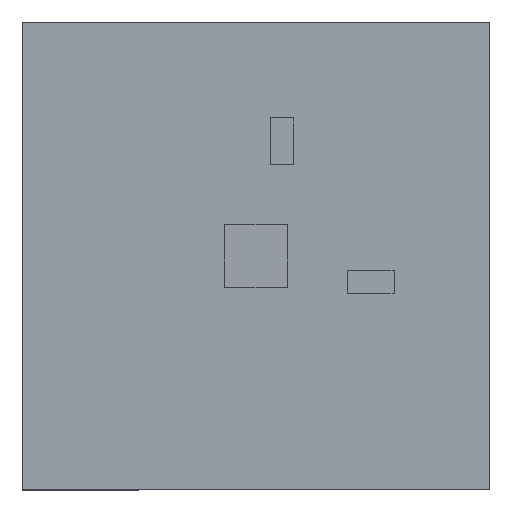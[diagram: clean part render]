
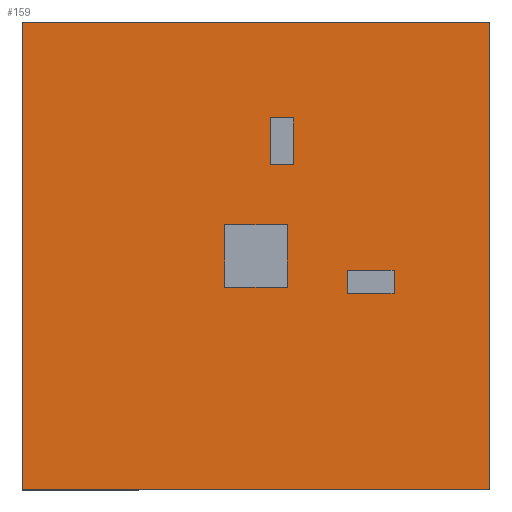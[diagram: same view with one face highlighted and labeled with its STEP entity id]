
A CAD part, top view. The second image highlights one B-rep face of the part: STEP entity #159.
In plain terms, the highlighted planar face has unit normal (0, 0, 1).
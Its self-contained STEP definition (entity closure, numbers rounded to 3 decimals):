
#10 = DIRECTION ( 'NONE',  ( 1., 0., 0. ) ) ;
#16 = LINE ( 'NONE', #371, #164 ) ;
#17 = ORIENTED_EDGE ( 'NONE', *, *, #91, .F. ) ;
#19 = LINE ( 'NONE', #380, #250 ) ;
#29 = ORIENTED_EDGE ( 'NONE', *, *, #442, .F. ) ;
#33 = VECTOR ( 'NONE', #80, 1000. ) ;
#35 = VERTEX_POINT ( 'NONE', #205 ) ;
#43 = CARTESIAN_POINT ( 'NONE',  ( 27.048, -75.904, 20. ) ) ;
#44 = ORIENTED_EDGE ( 'NONE', *, *, #191, .T. ) ;
#47 = VECTOR ( 'NONE', #515, 1000. ) ;
#49 = CARTESIAN_POINT ( 'NONE',  ( 67.048, -75.904, 20. ) ) ;
#50 = CARTESIAN_POINT ( 'NONE',  ( 56.048, -37.404, 20. ) ) ;
#56 = VECTOR ( 'NONE', #400, 1000. ) ;
#59 = EDGE_LOOP ( 'NONE', ( #292, #494, #630, #633 ) ) ;
#62 = VERTEX_POINT ( 'NONE', #248 ) ;
#73 = FACE_OUTER_BOUND ( 'NONE', #510, .T. ) ;
#74 = VERTEX_POINT ( 'NONE', #50 ) ;
#76 = LINE ( 'NONE', #434, #410 ) ;
#80 = DIRECTION ( 'NONE',  ( 0., -1., 0. ) ) ;
#81 = ORIENTED_EDGE ( 'NONE', *, *, #274, .T. ) ;
#82 = VECTOR ( 'NONE', #455, 1000. ) ;
#85 = EDGE_CURVE ( 'NONE', #526, #596, #104, .T. ) ;
#87 = VERTEX_POINT ( 'NONE', #501 ) ;
#88 = DIRECTION ( 'NONE',  ( 1., 0., 0. ) ) ;
#91 = EDGE_CURVE ( 'NONE', #379, #522, #98, .T. ) ;
#98 = LINE ( 'NONE', #359, #623 ) ;
#103 = CARTESIAN_POINT ( 'NONE',  ( 197.048, 54.096, 20. ) ) ;
#104 = LINE ( 'NONE', #407, #390 ) ;
#108 = ORIENTED_EDGE ( 'NONE', *, *, #321, .T. ) ;
#113 = LINE ( 'NONE', #314, #47 ) ;
#123 = EDGE_CURVE ( 'NONE', #87, #74, #244, .T. ) ;
#124 = CARTESIAN_POINT ( 'NONE',  ( 27.048, -75.904, 20. ) ) ;
#125 = VERTEX_POINT ( 'NONE', #603 ) ;
#128 = ORIENTED_EDGE ( 'NONE', *, *, #123, .F. ) ;
#132 = EDGE_CURVE ( 'NONE', #35, #379, #503, .T. ) ;
#159 = ADVANCED_FACE ( 'NONE', ( #529, #208, #211, #73 ), #421, .T. ) ;
#164 = VECTOR ( 'NONE', #10, 1000. ) ;
#170 = VERTEX_POINT ( 'NONE', #579 ) ;
#173 = CARTESIAN_POINT ( 'NONE',  ( 197.048, -245.904, 20. ) ) ;
#178 = LINE ( 'NONE', #394, #324 ) ;
#183 = DIRECTION ( 'NONE',  ( -1., 0., 0. ) ) ;
#187 = LINE ( 'NONE', #173, #286 ) ;
#191 = EDGE_CURVE ( 'NONE', #170, #625, #328, .T. ) ;
#193 = CARTESIAN_POINT ( 'NONE',  ( 105.548, -119.904, 20. ) ) ;
#194 = DIRECTION ( 'NONE',  ( 0., -1., 0. ) ) ;
#199 = LINE ( 'NONE', #49, #398 ) ;
#205 = CARTESIAN_POINT ( 'NONE',  ( 67.048, -75.904, 20. ) ) ;
#206 = EDGE_CURVE ( 'NONE', #596, #650, #16, .T. ) ;
#208 = FACE_BOUND ( 'NONE', #59, .T. ) ;
#211 = FACE_BOUND ( 'NONE', #245, .T. ) ;
#214 = DIRECTION ( 'NONE',  ( 1., 0., 0. ) ) ;
#219 = CARTESIAN_POINT ( 'NONE',  ( 67.048, -115.904, 20. ) ) ;
#224 = EDGE_CURVE ( 'NONE', #74, #487, #113, .T. ) ;
#231 = ORIENTED_EDGE ( 'NONE', *, *, #132, .F. ) ;
#238 = LINE ( 'NONE', #595, #33 ) ;
#239 = VERTEX_POINT ( 'NONE', #219 ) ;
#244 = LINE ( 'NONE', #452, #340 ) ;
#245 = EDGE_LOOP ( 'NONE', ( #17, #231, #263, #29 ) ) ;
#247 = CARTESIAN_POINT ( 'NONE',  ( -102.952, -245.904, 20. ) ) ;
#248 = CARTESIAN_POINT ( 'NONE',  ( 71.048, -7.404, 20. ) ) ;
#250 = VECTOR ( 'NONE', #438, 1000. ) ;
#254 = DIRECTION ( 'NONE',  ( 0., 1., 0. ) ) ;
#263 = ORIENTED_EDGE ( 'NONE', *, *, #492, .F. ) ;
#267 = CARTESIAN_POINT ( 'NONE',  ( 197.048, -245.904, 20. ) ) ;
#274 = EDGE_CURVE ( 'NONE', #477, #170, #187, .T. ) ;
#283 = EDGE_CURVE ( 'NONE', #62, #87, #19, .T. ) ;
#286 = VECTOR ( 'NONE', #88, 1000. ) ;
#289 = DIRECTION ( 'NONE',  ( 0., 1., 0. ) ) ;
#292 = ORIENTED_EDGE ( 'NONE', *, *, #85, .F. ) ;
#295 = EDGE_CURVE ( 'NONE', #125, #526, #490, .T. ) ;
#301 = ORIENTED_EDGE ( 'NONE', *, *, #302, .F. ) ;
#302 = EDGE_CURVE ( 'NONE', #487, #62, #178, .T. ) ;
#304 = CARTESIAN_POINT ( 'NONE',  ( 27.048, -115.904, 20. ) ) ;
#314 = CARTESIAN_POINT ( 'NONE',  ( 56.048, -37.404, 20. ) ) ;
#321 = EDGE_CURVE ( 'NONE', #439, #477, #238, .T. ) ;
#324 = VECTOR ( 'NONE', #289, 1000. ) ;
#328 = LINE ( 'NONE', #267, #592 ) ;
#334 = CARTESIAN_POINT ( 'NONE',  ( -102.952, 54.096, 20. ) ) ;
#340 = VECTOR ( 'NONE', #194, 1000. ) ;
#359 = CARTESIAN_POINT ( 'NONE',  ( 27.048, -75.904, 20. ) ) ;
#369 = VECTOR ( 'NONE', #183, 1000. ) ;
#371 = CARTESIAN_POINT ( 'NONE',  ( 105.548, -119.904, 20. ) ) ;
#379 = VERTEX_POINT ( 'NONE', #124 ) ;
#380 = CARTESIAN_POINT ( 'NONE',  ( 56.048, -7.404, 20. ) ) ;
#390 = VECTOR ( 'NONE', #506, 1000. ) ;
#394 = CARTESIAN_POINT ( 'NONE',  ( 71.048, -7.404, 20. ) ) ;
#398 = VECTOR ( 'NONE', #508, 1000. ) ;
#400 = DIRECTION ( 'NONE',  ( 1., 0., 0. ) ) ;
#407 = CARTESIAN_POINT ( 'NONE',  ( 105.548, -119.904, 20. ) ) ;
#410 = VECTOR ( 'NONE', #585, 1000. ) ;
#411 = CARTESIAN_POINT ( 'NONE',  ( 135.548, -119.904, 20. ) ) ;
#413 = EDGE_CURVE ( 'NONE', #625, #439, #76, .T. ) ;
#414 = CARTESIAN_POINT ( 'NONE',  ( 135.548, -119.904, 20. ) ) ;
#415 = DIRECTION ( 'NONE',  ( 0., 0., 1. ) ) ;
#421 = PLANE ( 'NONE',  #507 ) ;
#434 = CARTESIAN_POINT ( 'NONE',  ( 197.048, 54.096, 20. ) ) ;
#438 = DIRECTION ( 'NONE',  ( -1., 0., 0. ) ) ;
#439 = VERTEX_POINT ( 'NONE', #334 ) ;
#442 = EDGE_CURVE ( 'NONE', #522, #239, #611, .T. ) ;
#452 = CARTESIAN_POINT ( 'NONE',  ( 56.048, -7.404, 20. ) ) ;
#455 = DIRECTION ( 'NONE',  ( -1., 0., 0. ) ) ;
#458 = CARTESIAN_POINT ( 'NONE',  ( 105.548, -104.904, 20. ) ) ;
#460 = CARTESIAN_POINT ( 'NONE',  ( 27.048, -115.904, 20. ) ) ;
#461 = EDGE_CURVE ( 'NONE', #650, #125, #605, .T. ) ;
#464 = VECTOR ( 'NONE', #254, 1000. ) ;
#473 = EDGE_LOOP ( 'NONE', ( #128, #618, #301, #530 ) ) ;
#477 = VERTEX_POINT ( 'NONE', #247 ) ;
#487 = VERTEX_POINT ( 'NONE', #552 ) ;
#490 = LINE ( 'NONE', #641, #369 ) ;
#492 = EDGE_CURVE ( 'NONE', #239, #35, #199, .T. ) ;
#494 = ORIENTED_EDGE ( 'NONE', *, *, #295, .F. ) ;
#501 = CARTESIAN_POINT ( 'NONE',  ( 56.048, -7.404, 20. ) ) ;
#503 = LINE ( 'NONE', #43, #82 ) ;
#506 = DIRECTION ( 'NONE',  ( 0., -1., 0. ) ) ;
#507 = AXIS2_PLACEMENT_3D ( 'NONE', #564, #415, #214 ) ;
#508 = DIRECTION ( 'NONE',  ( 0., 1., 0. ) ) ;
#510 = EDGE_LOOP ( 'NONE', ( #44, #590, #108, #81 ) ) ;
#515 = DIRECTION ( 'NONE',  ( 1., 0., 0. ) ) ;
#518 = DIRECTION ( 'NONE',  ( 0., 1., 0. ) ) ;
#522 = VERTEX_POINT ( 'NONE', #460 ) ;
#526 = VERTEX_POINT ( 'NONE', #458 ) ;
#529 = FACE_BOUND ( 'NONE', #473, .T. ) ;
#530 = ORIENTED_EDGE ( 'NONE', *, *, #224, .F. ) ;
#551 = DIRECTION ( 'NONE',  ( 0., -1., 0. ) ) ;
#552 = CARTESIAN_POINT ( 'NONE',  ( 71.048, -37.404, 20. ) ) ;
#564 = CARTESIAN_POINT ( 'NONE',  ( 0., 0., 20. ) ) ;
#579 = CARTESIAN_POINT ( 'NONE',  ( 197.048, -245.904, 20. ) ) ;
#585 = DIRECTION ( 'NONE',  ( -1., 0., 0. ) ) ;
#590 = ORIENTED_EDGE ( 'NONE', *, *, #413, .T. ) ;
#592 = VECTOR ( 'NONE', #518, 1000. ) ;
#595 = CARTESIAN_POINT ( 'NONE',  ( -102.952, -245.904, 20. ) ) ;
#596 = VERTEX_POINT ( 'NONE', #193 ) ;
#603 = CARTESIAN_POINT ( 'NONE',  ( 135.548, -104.904, 20. ) ) ;
#605 = LINE ( 'NONE', #411, #464 ) ;
#611 = LINE ( 'NONE', #304, #56 ) ;
#618 = ORIENTED_EDGE ( 'NONE', *, *, #283, .F. ) ;
#623 = VECTOR ( 'NONE', #551, 1000. ) ;
#625 = VERTEX_POINT ( 'NONE', #103 ) ;
#630 = ORIENTED_EDGE ( 'NONE', *, *, #461, .F. ) ;
#633 = ORIENTED_EDGE ( 'NONE', *, *, #206, .F. ) ;
#641 = CARTESIAN_POINT ( 'NONE',  ( 105.548, -104.904, 20. ) ) ;
#650 = VERTEX_POINT ( 'NONE', #414 ) ;
